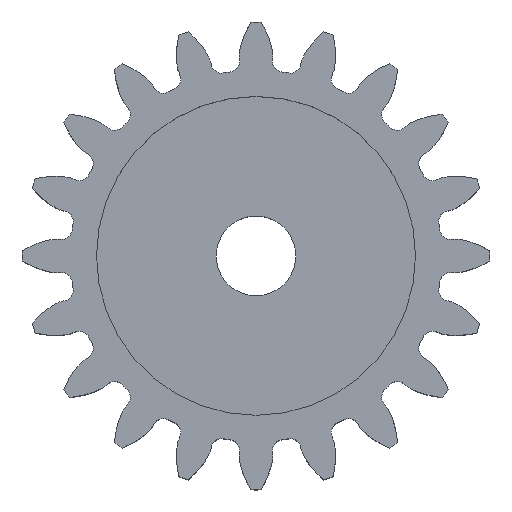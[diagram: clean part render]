
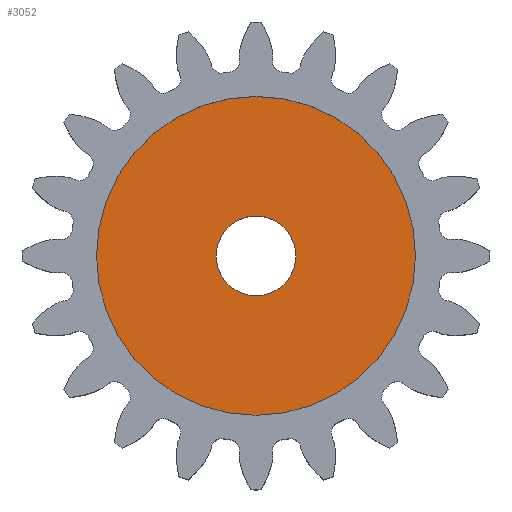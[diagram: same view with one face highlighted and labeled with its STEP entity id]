
A CAD part, top view. The second image highlights one B-rep face of the part: STEP entity #3052.
In plain terms, the highlighted planar face has unit normal (0, 0, 1).
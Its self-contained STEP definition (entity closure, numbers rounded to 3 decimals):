
#136=FACE_BOUND('',#355,.T.);
#140=PLANE('',#3238);
#186=FACE_OUTER_BOUND('',#354,.T.);
#354=EDGE_LOOP('',(#1998));
#355=EDGE_LOOP('',(#1999));
#1011=CIRCLE('',#3237,6.);
#1012=CIRCLE('',#3239,1.5);
#1177=VERTEX_POINT('',#4367);
#1178=VERTEX_POINT('',#4371);
#1505=EDGE_CURVE('',#1177,#1177,#1011,.T.);
#1506=EDGE_CURVE('',#1178,#1178,#1012,.T.);
#1998=ORIENTED_EDGE('',*,*,#1505,.F.);
#1999=ORIENTED_EDGE('',*,*,#1506,.F.);
#3052=ADVANCED_FACE('',(#186,#136),#140,.T.);
#3237=AXIS2_PLACEMENT_3D('',#4369,#3541,#3542);
#3238=AXIS2_PLACEMENT_3D('',#4370,#3543,#3544);
#3239=AXIS2_PLACEMENT_3D('',#4372,#3545,#3546);
#3541=DIRECTION('center_axis',(0.,0.,-1.));
#3542=DIRECTION('ref_axis',(-1.,0.,0.));
#3543=DIRECTION('center_axis',(0.,0.,1.));
#3544=DIRECTION('ref_axis',(-1.,0.,0.));
#3545=DIRECTION('center_axis',(0.,0.,1.));
#3546=DIRECTION('ref_axis',(1.,0.,0.));
#4367=CARTESIAN_POINT('',(6.,0.,4.5));
#4369=CARTESIAN_POINT('Origin',(0.,0.,4.5));
#4370=CARTESIAN_POINT('Origin',(0.,0.,4.5));
#4371=CARTESIAN_POINT('',(-1.5,0.,4.5));
#4372=CARTESIAN_POINT('Origin',(0.,0.,4.5));
